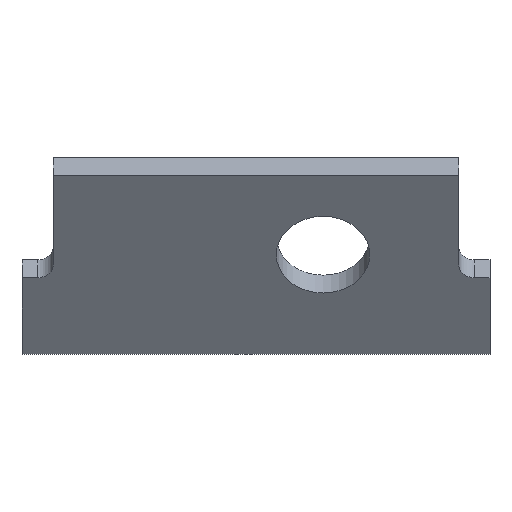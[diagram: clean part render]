
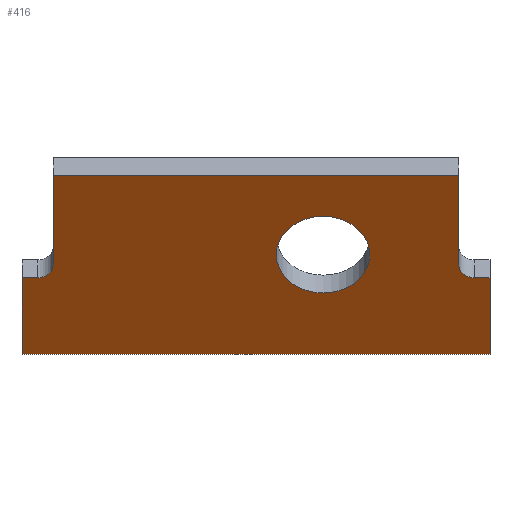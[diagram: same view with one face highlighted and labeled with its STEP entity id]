
A CAD part, left-side view. The second image highlights one B-rep face of the part: STEP entity #416.
In plain terms, the highlighted planar face has unit normal (-0.819, 0, -0.574).
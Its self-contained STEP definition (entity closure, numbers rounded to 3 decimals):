
#61=CARTESIAN_POINT('Vertex',(6.755,-11.,12.825)) ;
#66=CARTESIAN_POINT('Line Origine',(6.755,-24.,12.825)) ;
#70=CARTESIAN_POINT('Vertex',(6.755,-37.,12.825)) ;
#110=CARTESIAN_POINT('Vertex',(10.311,-25.3,7.746)) ;
#113=CARTESIAN_POINT('Axis2P3D Location',(10.311,-28.3,7.746)) ;
#117=CARTESIAN_POINT('Vertex',(10.311,-31.3,7.746)) ;
#137=CARTESIAN_POINT('Axis2P3D Location',(10.311,-28.3,7.746)) ;
#167=CARTESIAN_POINT('Vertex',(14.785,-39.,1.356)) ;
#170=CARTESIAN_POINT('Line Origine',(14.785,-24.,1.356)) ;
#174=CARTESIAN_POINT('Vertex',(14.785,-9.,1.356)) ;
#205=CARTESIAN_POINT('Vertex',(11.343,-39.,6.271)) ;
#208=CARTESIAN_POINT('Line Origine',(13.064,-39.,3.814)) ;
#232=CARTESIAN_POINT('Line Origine',(13.064,-9.,3.814)) ;
#236=CARTESIAN_POINT('Vertex',(11.343,-9.,6.271)) ;
#262=CARTESIAN_POINT('Vertex',(11.343,-38.,6.271)) ;
#265=CARTESIAN_POINT('Line Origine',(11.343,-38.5,6.271)) ;
#294=CARTESIAN_POINT('Line Origine',(8.762,-37.,9.958)) ;
#298=CARTESIAN_POINT('Vertex',(10.77,-37.,7.091)) ;
#323=CARTESIAN_POINT('Axis2P3D Location',(10.77,-38.,7.091)) ;
#376=CARTESIAN_POINT('Axis2P3D Location',(10.558,0.,7.393)) ;
#381=CARTESIAN_POINT('Line Origine',(11.343,-9.5,6.271)) ;
#385=CARTESIAN_POINT('Vertex',(11.343,-10.,6.271)) ;
#388=CARTESIAN_POINT('Line Origine',(8.762,-11.,9.958)) ;
#392=CARTESIAN_POINT('Vertex',(10.77,-11.,7.091)) ;
#395=CARTESIAN_POINT('Axis2P3D Location',(10.77,-10.,7.091)) ;
#67=DIRECTION('Vector Direction',(0.,-1.,0.)) ;
#114=DIRECTION('Axis2P3D Direction',(0.819,-0.,0.574)) ;
#138=DIRECTION('Axis2P3D Direction',(0.819,-0.,0.574)) ;
#171=DIRECTION('Vector Direction',(0.,-1.,0.)) ;
#209=DIRECTION('Vector Direction',(-0.574,0.,0.819)) ;
#233=DIRECTION('Vector Direction',(0.574,0.,-0.819)) ;
#266=DIRECTION('Vector Direction',(0.,1.,0.)) ;
#295=DIRECTION('Vector Direction',(0.574,0.,-0.819)) ;
#324=DIRECTION('Axis2P3D Direction',(0.819,0.,0.574)) ;
#377=DIRECTION('Axis2P3D Direction',(0.819,-0.,0.574)) ;
#378=DIRECTION('Axis2P3D XDirection',(0.,1.,0.)) ;
#382=DIRECTION('Vector Direction',(0.,1.,0.)) ;
#389=DIRECTION('Vector Direction',(-0.574,0.,0.819)) ;
#396=DIRECTION('Axis2P3D Direction',(0.819,-0.,0.574)) ;
#115=AXIS2_PLACEMENT_3D('Circle Axis2P3D',#113,#114,$) ;
#139=AXIS2_PLACEMENT_3D('Circle Axis2P3D',#137,#138,$) ;
#325=AXIS2_PLACEMENT_3D('Circle Axis2P3D',#323,#324,$) ;
#379=AXIS2_PLACEMENT_3D('Plane Axis2P3D',#376,#377,#378) ;
#397=AXIS2_PLACEMENT_3D('Circle Axis2P3D',#395,#396,$) ;
#401=ORIENTED_EDGE('',*,*,#387,.T.) ;
#402=ORIENTED_EDGE('',*,*,#238,.T.) ;
#403=ORIENTED_EDGE('',*,*,#176,.F.) ;
#404=ORIENTED_EDGE('',*,*,#212,.T.) ;
#405=ORIENTED_EDGE('',*,*,#269,.T.) ;
#406=ORIENTED_EDGE('',*,*,#327,.T.) ;
#407=ORIENTED_EDGE('',*,*,#300,.F.) ;
#408=ORIENTED_EDGE('',*,*,#72,.F.) ;
#409=ORIENTED_EDGE('',*,*,#394,.F.) ;
#410=ORIENTED_EDGE('',*,*,#399,.T.) ;
#413=ORIENTED_EDGE('',*,*,#119,.T.) ;
#414=ORIENTED_EDGE('',*,*,#141,.T.) ;
#415=FACE_BOUND('',#412,.T.) ;
#68=VECTOR('Line Direction',#67,1.) ;
#172=VECTOR('Line Direction',#171,1.) ;
#210=VECTOR('Line Direction',#209,1.) ;
#234=VECTOR('Line Direction',#233,1.) ;
#267=VECTOR('Line Direction',#266,1.) ;
#296=VECTOR('Line Direction',#295,1.) ;
#383=VECTOR('Line Direction',#382,1.) ;
#390=VECTOR('Line Direction',#389,1.) ;
#416=ADVANCED_FACE('Corps principal',(#411,#415),#380,.F.) ;
#116=CIRCLE('generated circle',#115,3.) ;
#140=CIRCLE('generated circle',#139,3.) ;
#326=CIRCLE('generated circle',#325,1.) ;
#398=CIRCLE('generated circle',#397,1.) ;
#72=EDGE_CURVE('',#62,#71,#69,.T.) ;
#119=EDGE_CURVE('',#118,#111,#116,.T.) ;
#141=EDGE_CURVE('',#111,#118,#140,.T.) ;
#176=EDGE_CURVE('',#168,#175,#173,.F.) ;
#212=EDGE_CURVE('',#168,#206,#211,.T.) ;
#238=EDGE_CURVE('',#237,#175,#235,.T.) ;
#269=EDGE_CURVE('',#206,#263,#268,.T.) ;
#300=EDGE_CURVE('',#71,#299,#297,.T.) ;
#327=EDGE_CURVE('',#263,#299,#326,.T.) ;
#387=EDGE_CURVE('',#386,#237,#384,.T.) ;
#394=EDGE_CURVE('',#393,#62,#391,.T.) ;
#399=EDGE_CURVE('',#393,#386,#398,.T.) ;
#400=EDGE_LOOP('',(#401,#402,#403,#404,#405,#406,#407,#408,#409,#410)) ;
#412=EDGE_LOOP('',(#413,#414)) ;
#411=FACE_OUTER_BOUND('',#400,.T.) ;
#69=LINE('Line',#66,#68) ;
#173=LINE('Line',#170,#172) ;
#211=LINE('Line',#208,#210) ;
#235=LINE('Line',#232,#234) ;
#268=LINE('Line',#265,#267) ;
#297=LINE('Line',#294,#296) ;
#384=LINE('Line',#381,#383) ;
#391=LINE('Line',#388,#390) ;
#380=PLANE('Plane',#379) ;
#62=VERTEX_POINT('',#61) ;
#71=VERTEX_POINT('',#70) ;
#111=VERTEX_POINT('',#110) ;
#118=VERTEX_POINT('',#117) ;
#168=VERTEX_POINT('',#167) ;
#175=VERTEX_POINT('',#174) ;
#206=VERTEX_POINT('',#205) ;
#237=VERTEX_POINT('',#236) ;
#263=VERTEX_POINT('',#262) ;
#299=VERTEX_POINT('',#298) ;
#386=VERTEX_POINT('',#385) ;
#393=VERTEX_POINT('',#392) ;
